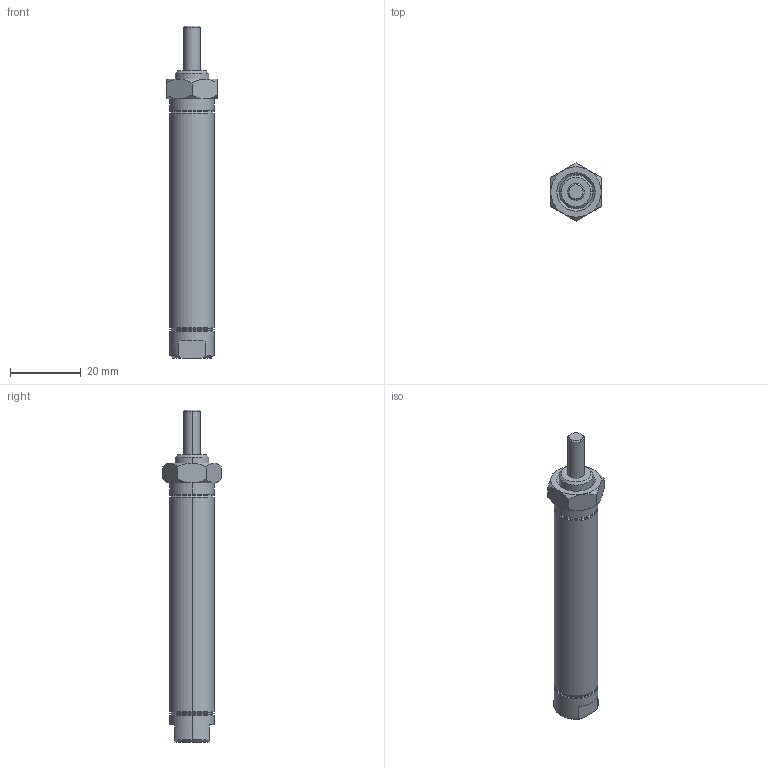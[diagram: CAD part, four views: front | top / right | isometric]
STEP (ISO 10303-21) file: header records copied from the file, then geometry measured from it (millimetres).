
FILE_DESCRIPTION (( 'STEP AP214' ), '1' );
FILE_NAME ('A07010SN.step', '2017-04-04T21:04:56', ( '' ), ( '' ), 'SwSTEP 2.0', 'SolidWorks 2017', '' );
FILE_SCHEMA (( 'AUTOMOTIVE_DESIGN' ));
Length unit declared in the file: inch
Products named in the file (4): A07010SN-Rod; A07010SN_Mounting Nut_D-801; A07010SN-MainBody; A07010SN
Assembly tree (3 placements, depth 2):
  A07010SN
    A07010SN-MainBody
    A07010SN_Mounting Nut_D-801
    A07010SN-Rod
Bounding box: 14.22 x 16.42 x 93.73 mm (x, y, z)
Volume: 7905.6 mm3; surface area: 7645.7 mm2
Topology: 3 solids, 3 shells, 84 faces, 176 edges, 106 vertices
Faces by surface type: cone 33, cylinder 26, plane 25
Entity records: 2519 total; most frequent: CARTESIAN_POINT 542, DIRECTION 413, ORIENTED_EDGE 348, AXIS2_PLACEMENT_3D 177, EDGE_CURVE 174, VERTEX_POINT 106, EDGE_LOOP 96, CIRCLE 87
